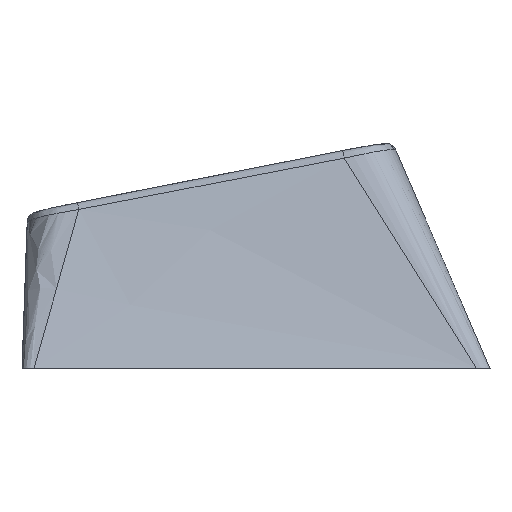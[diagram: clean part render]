
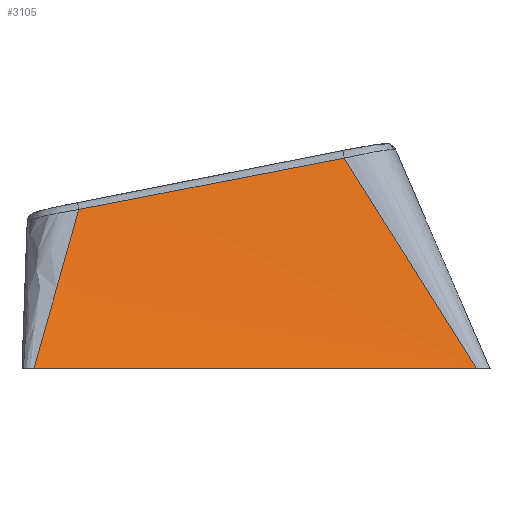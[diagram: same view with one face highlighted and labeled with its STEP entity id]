
A CAD part, left-side view. The second image highlights one B-rep face of the part: STEP entity #3105.
In plain terms, the highlighted free-form (B-spline) face has degree [3, 1] with [4, 2] control points.
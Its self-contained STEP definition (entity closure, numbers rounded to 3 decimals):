
#28=LINE('',#4559,#399);
#399=VECTOR('',#3540,10.);
#933=FACE_OUTER_BOUND('',#1121,.T.);
#1121=EDGE_LOOP('',(#2182,#2183,#2184,#2185));
#1361=B_SPLINE_CURVE_WITH_KNOTS('',3,(#4587,#4588,#4589,#4590,#4591,#4592,
#4593,#4594,#4595,#4596,#4597,#4598,#4599,#4600,#4601,#4602,#4603,#4604,
#4605),.UNSPECIFIED.,.F.,.F.,(4,3,3,3,3,3,4),(-0.164,1.829,
3.467,4.971,6.37,6.866,7.115),
 .UNSPECIFIED.);
#1362=B_SPLINE_CURVE_WITH_KNOTS('',3,(#4607,#4608,#4609,#4610),
 .UNSPECIFIED.,.F.,.F.,(4,4),(0.199,10.34),
 .UNSPECIFIED.);
#1363=B_SPLINE_CURVE_WITH_KNOTS('',3,(#4611,#4612,#4613,#4614,#4615,#4616,
#4617,#4618,#4619,#4620,#4621,#4622,#4623),.UNSPECIFIED.,.F.,.F.,(4,3,3,
3,4),(-0.146,3.055,6.251,9.441,10.314),
 .UNSPECIFIED.);
#1420=VERTEX_POINT('',#4545);
#1421=VERTEX_POINT('',#4558);
#1423=VERTEX_POINT('',#4586);
#1424=VERTEX_POINT('',#4606);
#1706=EDGE_CURVE('',#1420,#1421,#28,.T.);
#1711=EDGE_CURVE('',#1423,#1421,#1361,.T.);
#1712=EDGE_CURVE('',#1420,#1424,#1362,.T.);
#1713=EDGE_CURVE('',#1424,#1423,#1363,.F.);
#2182=ORIENTED_EDGE('',*,*,#1711,.T.);
#2183=ORIENTED_EDGE('',*,*,#1706,.F.);
#2184=ORIENTED_EDGE('',*,*,#1712,.T.);
#2185=ORIENTED_EDGE('',*,*,#1713,.T.);
#3078=B_SPLINE_SURFACE_WITH_KNOTS('',3,1,((#4578,#4579),(#4580,#4581),(#4582,
#4583),(#4584,#4585)),.UNSPECIFIED.,.F.,.F.,.F.,(4,4),(2,2),(0.,10.069),
(-36.2,-16.523),.UNSPECIFIED.);
#3105=ADVANCED_FACE('',(#933),#3078,.F.);
#3540=DIRECTION('',(0.,1.,0.));
#4545=CARTESIAN_POINT('',(5.825,30.177,0.));
#4558=CARTESIAN_POINT('',(5.825,47.306,0.));
#4559=CARTESIAN_POINT('',(5.825,30.177,0.));
#4578=CARTESIAN_POINT('Ctrl Pts',(8.85,33.468,8.817));
#4579=CARTESIAN_POINT('Ctrl Pts',(8.85,47.549,6.052));
#4580=CARTESIAN_POINT('Ctrl Pts',(7.841,32.198,5.878));
#4581=CARTESIAN_POINT('Ctrl Pts',(7.841,47.619,4.035));
#4582=CARTESIAN_POINT('Ctrl Pts',(6.833,30.929,2.939));
#4583=CARTESIAN_POINT('Ctrl Pts',(6.833,47.69,2.017));
#4584=CARTESIAN_POINT('Ctrl Pts',(5.825,29.66,0.));
#4585=CARTESIAN_POINT('Ctrl Pts',(5.825,47.76,0.));
#4586=CARTESIAN_POINT('',(8.715,45.568,6.15));
#4587=CARTESIAN_POINT('Ctrl Pts',(8.715,45.568,6.15));
#4588=CARTESIAN_POINT('Ctrl Pts',(8.468,45.725,5.59));
#4589=CARTESIAN_POINT('Ctrl Pts',(8.215,45.882,5.03));
#4590=CARTESIAN_POINT('Ctrl Pts',(7.958,46.041,4.469));
#4591=CARTESIAN_POINT('Ctrl Pts',(7.747,46.17,4.008));
#4592=CARTESIAN_POINT('Ctrl Pts',(7.532,46.301,3.547));
#4593=CARTESIAN_POINT('Ctrl Pts',(7.315,46.431,3.085));
#4594=CARTESIAN_POINT('Ctrl Pts',(7.115,46.551,2.661));
#4595=CARTESIAN_POINT('Ctrl Pts',(6.913,46.671,2.237));
#4596=CARTESIAN_POINT('Ctrl Pts',(6.709,46.791,1.813));
#4597=CARTESIAN_POINT('Ctrl Pts',(6.52,46.903,1.419));
#4598=CARTESIAN_POINT('Ctrl Pts',(6.328,47.015,1.024));
#4599=CARTESIAN_POINT('Ctrl Pts',(6.135,47.127,0.63));
#4600=CARTESIAN_POINT('Ctrl Pts',(6.066,47.167,0.49));
#4601=CARTESIAN_POINT('Ctrl Pts',(5.997,47.207,0.35));
#4602=CARTESIAN_POINT('Ctrl Pts',(5.928,47.247,0.21));
#4603=CARTESIAN_POINT('Ctrl Pts',(5.894,47.266,0.14));
#4604=CARTESIAN_POINT('Ctrl Pts',(5.859,47.286,0.07));
#4605=CARTESIAN_POINT('Ctrl Pts',(5.825,47.306,0.));
#4606=CARTESIAN_POINT('',(8.744,35.3,8.14));
#4607=CARTESIAN_POINT('Ctrl Pts',(5.825,30.177,0.));
#4608=CARTESIAN_POINT('Ctrl Pts',(6.764,31.881,2.713));
#4609=CARTESIAN_POINT('Ctrl Pts',(7.729,33.588,5.425));
#4610=CARTESIAN_POINT('Ctrl Pts',(8.744,35.3,8.14));
#4611=CARTESIAN_POINT('Ctrl Pts',(8.715,45.568,6.15));
#4612=CARTESIAN_POINT('Ctrl Pts',(8.718,44.521,6.352));
#4613=CARTESIAN_POINT('Ctrl Pts',(8.722,43.473,6.555));
#4614=CARTESIAN_POINT('Ctrl Pts',(8.725,42.426,6.757));
#4615=CARTESIAN_POINT('Ctrl Pts',(8.728,41.38,6.96));
#4616=CARTESIAN_POINT('Ctrl Pts',(8.731,40.334,7.163));
#4617=CARTESIAN_POINT('Ctrl Pts',(8.734,39.289,7.365));
#4618=CARTESIAN_POINT('Ctrl Pts',(8.737,38.245,7.568));
#4619=CARTESIAN_POINT('Ctrl Pts',(8.74,37.201,7.771));
#4620=CARTESIAN_POINT('Ctrl Pts',(8.742,36.157,7.974));
#4621=CARTESIAN_POINT('Ctrl Pts',(8.743,35.871,8.029));
#4622=CARTESIAN_POINT('Ctrl Pts',(8.743,35.586,8.085));
#4623=CARTESIAN_POINT('Ctrl Pts',(8.744,35.3,8.14));
